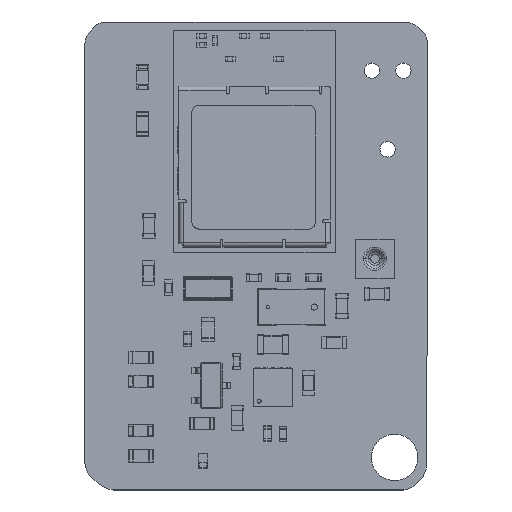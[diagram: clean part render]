
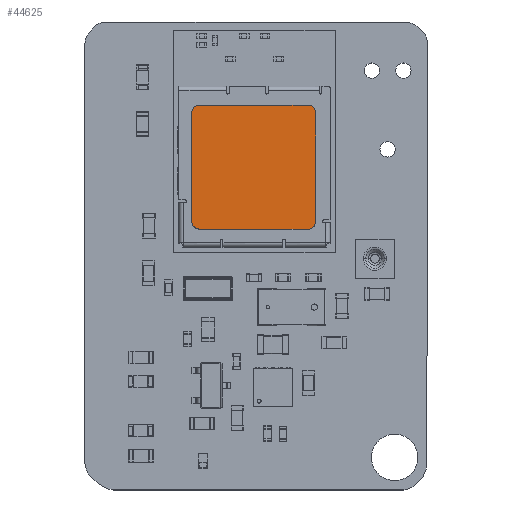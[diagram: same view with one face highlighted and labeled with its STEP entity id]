
A CAD part, top view. The second image highlights one B-rep face of the part: STEP entity #44625.
In plain terms, the highlighted free-form (B-spline) face has degree [1, 1] with [2, 2] control points.
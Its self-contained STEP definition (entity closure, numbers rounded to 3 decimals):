
#44485 = EDGE_CURVE('',#44486,#44488,#44490,.T.);
#44486 = VERTEX_POINT('',#44487);
#44487 = CARTESIAN_POINT('',(-4.04,1.89,-1.83));
#44488 = VERTEX_POINT('',#44489);
#44489 = CARTESIAN_POINT('',(-4.04,1.89,5.17));
#44490 = B_SPLINE_CURVE_WITH_KNOTS('',1,(#44491,#44492),.UNSPECIFIED.,
  .F.,.F.,(2,2),(0.5,7.5),.PIECEWISE_BEZIER_KNOTS.);
#44491 = CARTESIAN_POINT('',(-4.04,1.89,-1.83));
#44492 = CARTESIAN_POINT('',(-4.04,1.89,5.17));
#44521 = EDGE_CURVE('',#44522,#44524,#44526,.T.);
#44522 = VERTEX_POINT('',#44523);
#44523 = CARTESIAN_POINT('',(-3.54,1.89,5.67));
#44524 = VERTEX_POINT('',#44525);
#44525 = CARTESIAN_POINT('',(3.46,1.89,5.67));
#44526 = B_SPLINE_CURVE_WITH_KNOTS('',1,(#44527,#44528),.UNSPECIFIED.,
  .F.,.F.,(2,2),(0.5,7.5),.PIECEWISE_BEZIER_KNOTS.);
#44527 = CARTESIAN_POINT('',(-3.54,1.89,5.67));
#44528 = CARTESIAN_POINT('',(3.46,1.89,5.67));
#44567 = VERTEX_POINT('',#44568);
#44568 = CARTESIAN_POINT('',(3.96,1.89,-1.83));
#44573 = EDGE_CURVE('',#44574,#44567,#44576,.T.);
#44574 = VERTEX_POINT('',#44575);
#44575 = CARTESIAN_POINT('',(3.96,1.89,5.17));
#44576 = B_SPLINE_CURVE_WITH_KNOTS('',1,(#44577,#44578),.UNSPECIFIED.,
  .F.,.F.,(2,2),(-7.5,-0.5),.PIECEWISE_BEZIER_KNOTS.);
#44577 = CARTESIAN_POINT('',(3.96,1.89,5.17));
#44578 = CARTESIAN_POINT('',(3.96,1.89,-1.83));
#44603 = VERTEX_POINT('',#44604);
#44604 = CARTESIAN_POINT('',(-3.54,1.89,-2.33));
#44609 = EDGE_CURVE('',#44610,#44603,#44612,.T.);
#44610 = VERTEX_POINT('',#44611);
#44611 = CARTESIAN_POINT('',(3.46,1.89,-2.33));
#44612 = B_SPLINE_CURVE_WITH_KNOTS('',1,(#44613,#44614),.UNSPECIFIED.,
  .F.,.F.,(2,2),(-7.5,-0.5),.PIECEWISE_BEZIER_KNOTS.);
#44613 = CARTESIAN_POINT('',(3.46,1.89,-2.33));
#44614 = CARTESIAN_POINT('',(-3.54,1.89,-2.33));
#44625 = ADVANCED_FACE('',(#44626),#44656,.T.);
#44626 = FACE_BOUND('',#44627,.T.);
#44627 = EDGE_LOOP('',(#44628,#44629,#44635,#44636,#44642,#44643,#44649,
    #44650));
#44628 = ORIENTED_EDGE('',*,*,#44609,.T.);
#44629 = ORIENTED_EDGE('',*,*,#44630,.T.);
#44630 = EDGE_CURVE('',#44603,#44486,#44631,.T.);
#44631 = ( BOUNDED_CURVE() B_SPLINE_CURVE(2,(#44632,#44633,#44634),
.UNSPECIFIED.,.F.,.F.) B_SPLINE_CURVE_WITH_KNOTS((3,3),(3.142,
4.712),.PIECEWISE_BEZIER_KNOTS.) CURVE() 
GEOMETRIC_REPRESENTATION_ITEM() RATIONAL_B_SPLINE_CURVE((1.,
0.707,1.)) REPRESENTATION_ITEM('') );
#44632 = CARTESIAN_POINT('',(-3.54,1.89,-2.33));
#44633 = CARTESIAN_POINT('',(-4.04,1.89,-2.33));
#44634 = CARTESIAN_POINT('',(-4.04,1.89,-1.83));
#44635 = ORIENTED_EDGE('',*,*,#44485,.T.);
#44636 = ORIENTED_EDGE('',*,*,#44637,.T.);
#44637 = EDGE_CURVE('',#44488,#44522,#44638,.T.);
#44638 = ( BOUNDED_CURVE() B_SPLINE_CURVE(2,(#44639,#44640,#44641),
.UNSPECIFIED.,.F.,.F.) B_SPLINE_CURVE_WITH_KNOTS((3,3),(4.712,
6.283),.PIECEWISE_BEZIER_KNOTS.) CURVE() 
GEOMETRIC_REPRESENTATION_ITEM() RATIONAL_B_SPLINE_CURVE((1.,
0.707,1.)) REPRESENTATION_ITEM('') );
#44639 = CARTESIAN_POINT('',(-4.04,1.89,5.17));
#44640 = CARTESIAN_POINT('',(-4.04,1.89,5.67));
#44641 = CARTESIAN_POINT('',(-3.54,1.89,5.67));
#44642 = ORIENTED_EDGE('',*,*,#44521,.T.);
#44643 = ORIENTED_EDGE('',*,*,#44644,.T.);
#44644 = EDGE_CURVE('',#44524,#44574,#44645,.T.);
#44645 = ( BOUNDED_CURVE() B_SPLINE_CURVE(2,(#44646,#44647,#44648),
.UNSPECIFIED.,.F.,.F.) B_SPLINE_CURVE_WITH_KNOTS((3,3),(0.,
1.571),.PIECEWISE_BEZIER_KNOTS.) CURVE() 
GEOMETRIC_REPRESENTATION_ITEM() RATIONAL_B_SPLINE_CURVE((1.,
0.707,1.)) REPRESENTATION_ITEM('') );
#44646 = CARTESIAN_POINT('',(3.46,1.89,5.67));
#44647 = CARTESIAN_POINT('',(3.96,1.89,5.67));
#44648 = CARTESIAN_POINT('',(3.96,1.89,5.17));
#44649 = ORIENTED_EDGE('',*,*,#44573,.T.);
#44650 = ORIENTED_EDGE('',*,*,#44651,.T.);
#44651 = EDGE_CURVE('',#44567,#44610,#44652,.T.);
#44652 = ( BOUNDED_CURVE() B_SPLINE_CURVE(2,(#44653,#44654,#44655),
.UNSPECIFIED.,.F.,.F.) B_SPLINE_CURVE_WITH_KNOTS((3,3),(1.571,
3.142),.PIECEWISE_BEZIER_KNOTS.) CURVE() 
GEOMETRIC_REPRESENTATION_ITEM() RATIONAL_B_SPLINE_CURVE((1.,
0.707,1.)) REPRESENTATION_ITEM('') );
#44653 = CARTESIAN_POINT('',(3.96,1.89,-1.83));
#44654 = CARTESIAN_POINT('',(3.96,1.89,-2.33));
#44655 = CARTESIAN_POINT('',(3.46,1.89,-2.33));
#44656 = B_SPLINE_SURFACE_WITH_KNOTS('',1,1,(
    (#44657,#44658)
    ,(#44659,#44660
  )),.UNSPECIFIED.,.F.,.F.,.F.,(2,2),(2,2),(-2.33,5.67),(-4.04,3.96),
  .PIECEWISE_BEZIER_KNOTS.);
#44657 = CARTESIAN_POINT('',(-4.04,1.89,-2.33));
#44658 = CARTESIAN_POINT('',(3.96,1.89,-2.33));
#44659 = CARTESIAN_POINT('',(-4.04,1.89,5.67));
#44660 = CARTESIAN_POINT('',(3.96,1.89,5.67));
